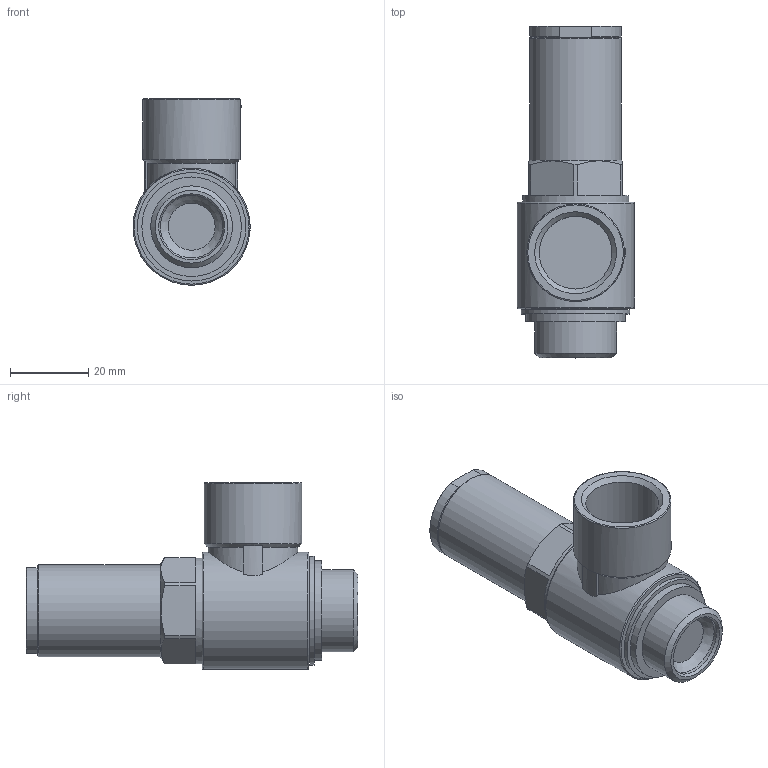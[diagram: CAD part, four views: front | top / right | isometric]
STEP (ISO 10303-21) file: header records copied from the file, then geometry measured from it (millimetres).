
FILE_DESCRIPTION(/* description */ ('STEP AP214'),/* implementation_level */ '2;1');
FILE_NAME(/* name */ '530033_HGL-1_2-B',/* time_stamp */ '2024-08-21T13:42:33+02:00',/* author */ ('License CC BY-ND 4.0'),/* organization */ ('CADENAS'),/* preprocessor_version */ 'ST-DEVELOPER v19.3',/* originating_system */ 'PARTsolutions',/* authorisation */ ' ');
FILE_SCHEMA (('AUTOMOTIVE_DESIGN {1 0 10303 214 3 1 1}'));
Length unit declared in the file: millimetre
Products named in the file (1): 530033 HGL-1/2-B
Bounding box: 30.2 x 85 x 47.8 mm (x, y, z)
Volume: 42822.2 mm3; surface area: 12524.2 mm2
Topology: 1 solids, 1 shells, 85 faces, 200 edges, 128 vertices
Faces by surface type: plane 51, cylinder 18, cone 12, torus 4
Full cylindrical faces by diameter (mm): 14.95 x1, 16 x1, 18.631 x1, 20.955 x1, 23.5 x1, 25 x1, 25.5 x1, 27.2 x1, 27.8 x1, 30 x1
Entity records: 2392 total; most frequent: CARTESIAN_POINT 494, DIRECTION 396, ORIENTED_EDGE 350, EDGE_CURVE 175, AXIS2_PLACEMENT_3D 159, VERTEX_POINT 125, EDGE_LOOP 118, FACE_BOUND 118
